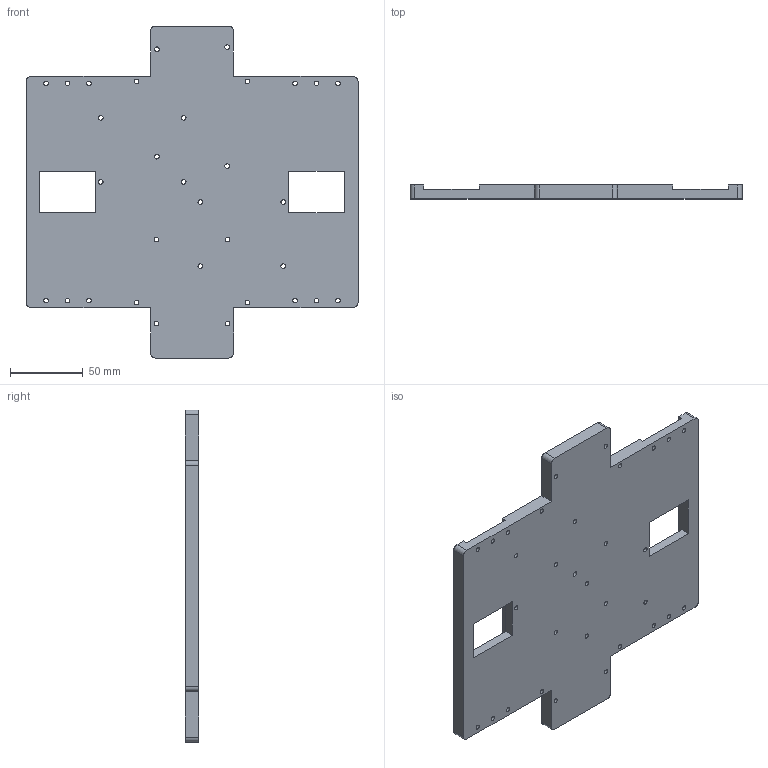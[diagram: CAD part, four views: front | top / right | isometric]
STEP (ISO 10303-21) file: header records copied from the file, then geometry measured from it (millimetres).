
FILE_DESCRIPTION(/* description */ (''),/* implementation_level */ '2;1');
FILE_NAME(/* name */ 'BottomPlateV3.stp',/* time_stamp */ '2017-03-20T14:44:38-04:00',/* author */ ('Naga'),/* organization */ (''),/* preprocessor_version */ 'ST-DEVELOPER v16.5',/* originating_system */ 'Autodesk Inventor 2017',/* authorisation */ '');
FILE_SCHEMA (('AUTOMOTIVE_DESIGN { 1 0 10303 214 3 1 1 }'));
Length unit declared in the file: inch
Products named in the file (1): BottomPlateV2
Bounding box: 228.6 x 9.53 x 228.6 mm (x, y, z)
Volume: 329667.1 mm3; surface area: 90286.9 mm2
Topology: 1 solids, 1 shells, 70 faces, 208 edges, 138 vertices
Faces by surface type: cylinder 40, plane 30
Full cylindrical faces by diameter (mm): 3.175 x32
Entity records: 2384 total; most frequent: DIRECTION 398, CARTESIAN_POINT 385, ORIENTED_EDGE 352, EDGE_CURVE 176, EDGE_LOOP 168, AXIS2_PLACEMENT_3D 151, VERTEX_POINT 138, FACE_BOUND 98
